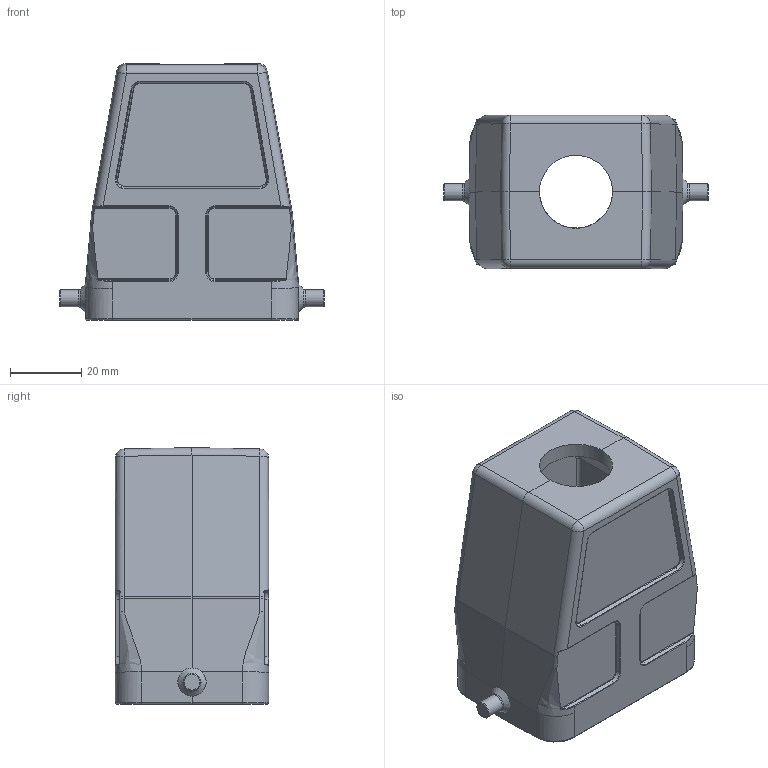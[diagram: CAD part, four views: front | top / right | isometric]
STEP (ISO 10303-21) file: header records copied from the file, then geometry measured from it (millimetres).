
FILE_DESCRIPTION((''),'2;1');
FILE_NAME('05300060460.stp','2020-07-07T13:26:03',('e.eickhoff'),(''),'Autodesk Inventor 2012','Autodesk Inventor 2012','');
FILE_SCHEMA(('AUTOMOTIVE_DESIGN { 1 0 10303 214 1 1 1 1 }'));
Length unit declared in the file: millimetre
Products named in the file (1): 05300060460
Bounding box: 74.2 x 43 x 72 mm (x, y, z)
Volume: 50048.8 mm3; surface area: 28391.5 mm2
Topology: 1 solids, 1 shells, 434 faces, 1232 edges, 961 vertices
Faces by surface type: plane 156, cylinder 116, bspline 76, torus 46, cone 36, sphere 4
Full cylindrical faces by diameter (mm): 3 x4, 4.8 x2, 20.5 x1
Entity records: 16588 total; most frequent: CARTESIAN_POINT 5778, DIRECTION 2096, ORIENTED_EDGE 2018, EDGE_CURVE 1009, AXIS2_PLACEMENT_3D 745, VERTEX_POINT 619, VECTOR 606, LINE 606
